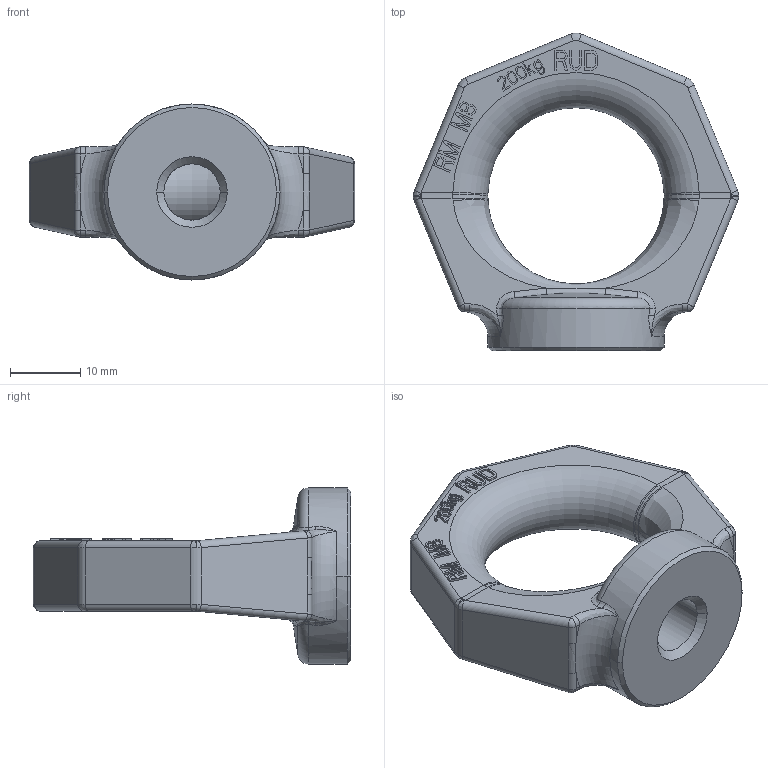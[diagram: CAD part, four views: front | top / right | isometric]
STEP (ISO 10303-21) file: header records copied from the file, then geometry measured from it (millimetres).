
FILE_DESCRIPTION((''),'2;1');
FILE_NAME('001-M31226-P-3','2004-10-07T',('Leichs'),(''),'PRO/ENGINEER BY PARAMETRIC TECHNOLOGY CORPORATION, 2001400','PRO/ENGINEER BY PARAMETRIC TECHNOLOGY CORPORATION, 2001400','');
FILE_SCHEMA(('CONFIG_CONTROL_DESIGN'));
Length unit declared in the file: millimetre
Products named in the file (1): 001-M31226-P-3
Bounding box: 46.21 x 45.1 x 25 mm (x, y, z)
Volume: 11951.2 mm3; surface area: 4789.2 mm2
Topology: 1 solids, 1 shells, 539 faces, 1463 edges, 944 vertices
Faces by surface type: plane 422, bspline 68, cylinder 34, cone 6, torus 5, sphere 4
Entity records: 19567 total; most frequent: CARTESIAN_POINT 6378, ORIENTED_EDGE 2926, DIRECTION 2403, EDGE_CURVE 1463, VECTOR 1221, LINE 1221, VERTEX_POINT 944, AXIS2_PLACEMENT_3D 591
